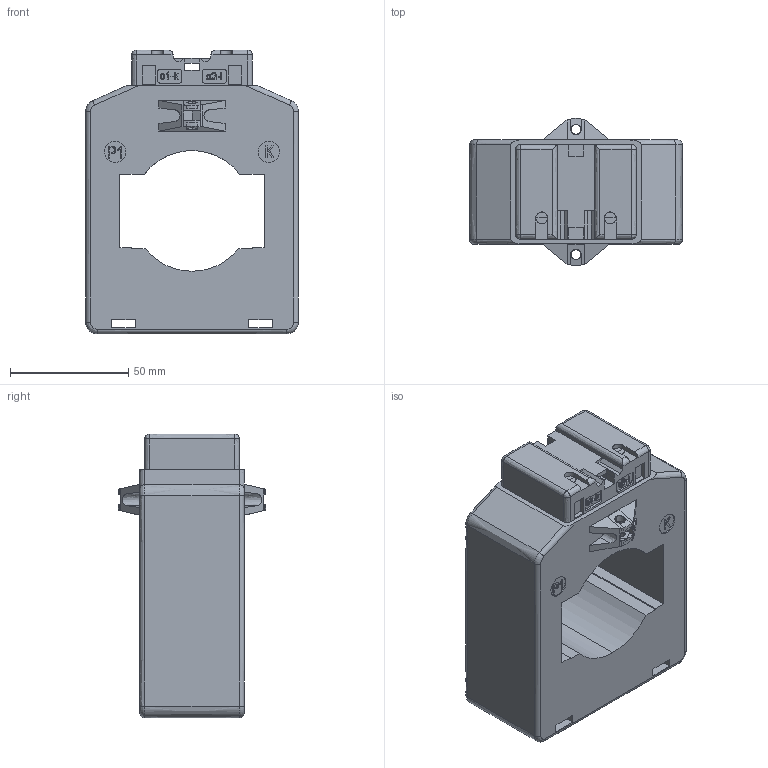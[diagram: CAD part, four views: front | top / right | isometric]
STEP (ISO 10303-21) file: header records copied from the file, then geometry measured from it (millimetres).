
FILE_DESCRIPTION(/* description */ (''),/* implementation_level */ '2;1');
FILE_NAME(/* name */ 'TAT061',/* time_stamp */ '2011-05-24T15:06:23+02:00',/* author */ (''),/* organization */ (''),/* preprocessor_version */ 'ST-DEVELOPER v8',/* originating_system */ '',/* authorisation */ '');
FILE_SCHEMA (('CONFIG_CONTROL_DESIGN'));
Length unit declared in the file: millimetre
Products named in the file (1): 1
Bounding box: 90 x 62.19 x 120 mm (x, y, z)
Volume: 326782.4 mm3; surface area: 51642.3 mm2
Topology: 6 solids, 6 shells, 367 faces, 973 edges, 624 vertices
Faces by surface type: bspline 367
Entity records: 14247 total; most frequent: CARTESIAN_POINT 8334, ORIENTED_EDGE 1946, EDGE_CURVE 973, B_SPLINE_CURVE_WITH_KNOTS 837, VERTEX_POINT 634, EDGE_LOOP 397, ADVANCED_FACE 367, FACE_OUTER_BOUND 367
